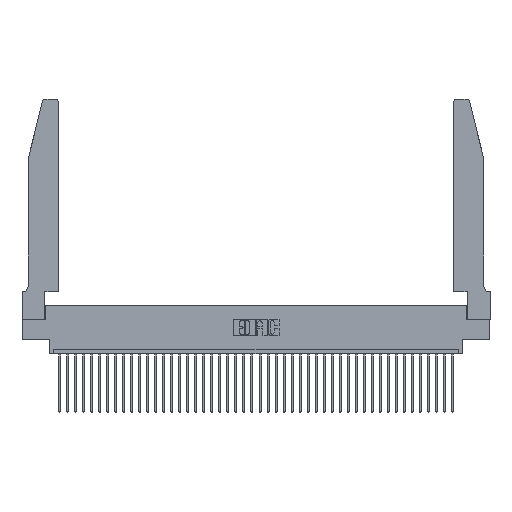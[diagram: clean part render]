
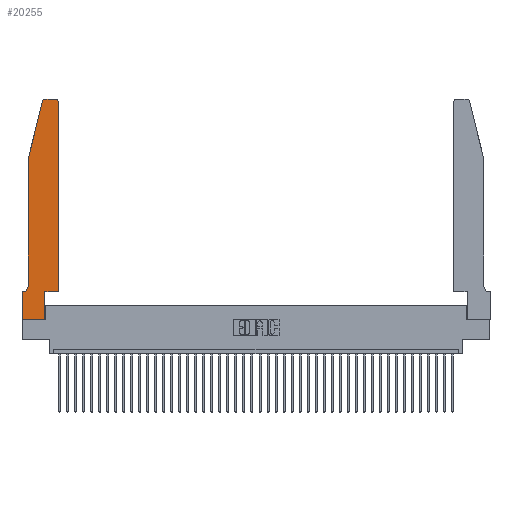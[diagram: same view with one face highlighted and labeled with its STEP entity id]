
A CAD part, top view. The second image highlights one B-rep face of the part: STEP entity #20255.
In plain terms, the highlighted planar face has unit normal (0, 0, 1).
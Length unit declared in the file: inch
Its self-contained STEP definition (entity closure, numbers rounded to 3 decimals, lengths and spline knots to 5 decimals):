
#361 = AXIS2_PLACEMENT_3D ( 'NONE', #29052, #36432, #22772 ) ;
#433 = VERTEX_POINT ( 'NONE', #24882 ) ;
#650 = CARTESIAN_POINT ( 'NONE',  ( 0., 0., 0.37 ) ) ;
#860 = VERTEX_POINT ( 'NONE', #24280 ) ;
#1188 = EDGE_LOOP ( 'NONE', ( #32236, #13599, #22582, #38503, #36615, #6013, #9778, #5898, #1255, #11287, #13285, #3111 ) ) ;
#1255 = ORIENTED_EDGE ( 'NONE', *, *, #14644, .T. ) ;
#1384 = LINE ( 'NONE', #35450, #25936 ) ;
#1767 = CIRCLE ( 'NONE', #16166, 0.03 ) ;
#2039 = DIRECTION ( 'NONE',  ( 0., -1., 0. ) ) ;
#2630 = DIRECTION ( 'NONE',  ( 1., 0., 0. ) ) ;
#2841 = EDGE_CURVE ( 'NONE', #8772, #17290, #10246, .T. ) ;
#2999 = VECTOR ( 'NONE', #38996, 39.37008 ) ;
#3111 = ORIENTED_EDGE ( 'NONE', *, *, #16094, .T. ) ;
#3395 = CARTESIAN_POINT ( 'NONE',  ( 0.0755, 0.35, 0.37 ) ) ;
#5175 = CARTESIAN_POINT ( 'NONE',  ( 0.0055, 0.42, 0.37 ) ) ;
#5898 = ORIENTED_EDGE ( 'NONE', *, *, #39192, .T. ) ;
#6013 = ORIENTED_EDGE ( 'NONE', *, *, #7721, .T. ) ;
#6751 = EDGE_CURVE ( 'NONE', #433, #21356, #38442, .T. ) ;
#6912 = VECTOR ( 'NONE', #20206, 39.37008 ) ;
#7721 = EDGE_CURVE ( 'NONE', #35470, #433, #10824, .T. ) ;
#7952 = DIRECTION ( 'NONE',  ( -1., 0., 0. ) ) ;
#8772 = VERTEX_POINT ( 'NONE', #23723 ) ;
#9778 = ORIENTED_EDGE ( 'NONE', *, *, #6751, .T. ) ;
#10246 = CIRCLE ( 'NONE', #361, 0.03 ) ;
#10336 = CARTESIAN_POINT ( 'NONE',  ( 0.2605, 2.75, 0.37 ) ) ;
#10824 = LINE ( 'NONE', #3395, #36366 ) ;
#11287 = ORIENTED_EDGE ( 'NONE', *, *, #22921, .T. ) ;
#11567 = CARTESIAN_POINT ( 'NONE',  ( 0.2865, 0.35, 0.37 ) ) ;
#13285 = ORIENTED_EDGE ( 'NONE', *, *, #31414, .T. ) ;
#13599 = ORIENTED_EDGE ( 'NONE', *, *, #2841, .T. ) ;
#13841 = CARTESIAN_POINT ( 'NONE',  ( 0.4505, 0.35, 0.37 ) ) ;
#14370 = CARTESIAN_POINT ( 'NONE',  ( 0., 0.35, 0.37 ) ) ;
#14534 = CARTESIAN_POINT ( 'NONE',  ( 0.4505, 2.72, 0.37 ) ) ;
#14644 = EDGE_CURVE ( 'NONE', #15534, #28549, #35383, .T. ) ;
#14831 = CARTESIAN_POINT ( 'NONE',  ( 0.4205, 2.72, 0.37 ) ) ;
#14966 = DIRECTION ( 'NONE',  ( 0., 0., 1. ) ) ;
#15534 = VERTEX_POINT ( 'NONE', #35381 ) ;
#15610 = VERTEX_POINT ( 'NONE', #17526 ) ;
#15853 = DIRECTION ( 'NONE',  ( 0., 1., 0. ) ) ;
#16094 = EDGE_CURVE ( 'NONE', #27114, #39266, #1767, .T. ) ;
#16166 = AXIS2_PLACEMENT_3D ( 'NONE', #14831, #14966, #2630 ) ;
#16291 = DIRECTION ( 'NONE',  ( -1., 0., 0. ) ) ;
#16880 = DIRECTION ( 'NONE',  ( 0., 1., 0. ) ) ;
#17290 = VERTEX_POINT ( 'NONE', #31452 ) ;
#17518 = DIRECTION ( 'NONE',  ( 1., 0., 0. ) ) ;
#17526 = CARTESIAN_POINT ( 'NONE',  ( 0.0755, 0.42, 0.37 ) ) ;
#18293 = VECTOR ( 'NONE', #2039, 39.37008 ) ;
#19770 = VECTOR ( 'NONE', #17518, 39.37008 ) ;
#20206 = DIRECTION ( 'NONE',  ( 0., -1., 0. ) ) ;
#20255 = ADVANCED_FACE ( 'NONE', ( #37193 ), #36751, .T. ) ;
#20356 = CARTESIAN_POINT ( 'NONE',  ( 0., 0., 0.37 ) ) ;
#21356 = VERTEX_POINT ( 'NONE', #32356 ) ;
#21396 = AXIS2_PLACEMENT_3D ( 'NONE', #14370, #40216, #24360 ) ;
#22573 = VERTEX_POINT ( 'NONE', #39783 ) ;
#22582 = ORIENTED_EDGE ( 'NONE', *, *, #34284, .T. ) ;
#22665 = AXIS2_PLACEMENT_3D ( 'NONE', #5175, #40084, #27585 ) ;
#22772 = DIRECTION ( 'NONE',  ( 1., 0., 0. ) ) ;
#22921 = EDGE_CURVE ( 'NONE', #28549, #22573, #40272, .T. ) ;
#23723 = CARTESIAN_POINT ( 'NONE',  ( 0.284, 2.75, 0.37 ) ) ;
#23866 = EDGE_CURVE ( 'NONE', #39266, #8772, #29784, .T. ) ;
#24280 = CARTESIAN_POINT ( 'NONE',  ( 0.0755, 2., 0.37 ) ) ;
#24327 = EDGE_CURVE ( 'NONE', #860, #15610, #38666, .T. ) ;
#24360 = DIRECTION ( 'NONE',  ( 1., 0., 0. ) ) ;
#24882 = CARTESIAN_POINT ( 'NONE',  ( 0., 0.35, 0.37 ) ) ;
#25936 = VECTOR ( 'NONE', #36008, 39.37008 ) ;
#26022 = CARTESIAN_POINT ( 'NONE',  ( 0.2865, 0.35, 0.37 ) ) ;
#26125 = VECTOR ( 'NONE', #16880, 39.37008 ) ;
#26544 = CARTESIAN_POINT ( 'NONE',  ( 0.4505, 0.35, 0.37 ) ) ;
#26920 = CIRCLE ( 'NONE', #22665, 0.07 ) ;
#27114 = VERTEX_POINT ( 'NONE', #14534 ) ;
#27585 = DIRECTION ( 'NONE',  ( -1., 0., 0. ) ) ;
#28549 = VERTEX_POINT ( 'NONE', #26022 ) ;
#29052 = CARTESIAN_POINT ( 'NONE',  ( 0.284, 2.72, 0.37 ) ) ;
#29151 = CARTESIAN_POINT ( 'NONE',  ( 0.4205, 2.75, 0.37 ) ) ;
#29784 = LINE ( 'NONE', #10336, #30294 ) ;
#30294 = VECTOR ( 'NONE', #7952, 39.37008 ) ;
#31414 = EDGE_CURVE ( 'NONE', #22573, #27114, #38588, .T. ) ;
#31452 = CARTESIAN_POINT ( 'NONE',  ( 0.25487, 2.72718, 0.37 ) ) ;
#32236 = ORIENTED_EDGE ( 'NONE', *, *, #23866, .T. ) ;
#32356 = CARTESIAN_POINT ( 'NONE',  ( 0., 0., 0.37 ) ) ;
#32872 = CARTESIAN_POINT ( 'NONE',  ( 0.0055, 0.35, 0.37 ) ) ;
#33437 = VECTOR ( 'NONE', #15853, 39.37008 ) ;
#34066 = LINE ( 'NONE', #650, #2999 ) ;
#34284 = EDGE_CURVE ( 'NONE', #17290, #860, #1384, .T. ) ;
#34468 = EDGE_CURVE ( 'NONE', #15610, #35470, #26920, .T. ) ;
#35381 = CARTESIAN_POINT ( 'NONE',  ( 0.2865, 0., 0.37 ) ) ;
#35383 = LINE ( 'NONE', #11567, #33437 ) ;
#35450 = CARTESIAN_POINT ( 'NONE',  ( 0.0755, 2., 0.37 ) ) ;
#35470 = VERTEX_POINT ( 'NONE', #32872 ) ;
#36008 = DIRECTION ( 'NONE',  ( -0.239, -0.971, 0. ) ) ;
#36366 = VECTOR ( 'NONE', #16291, 39.37008 ) ;
#36432 = DIRECTION ( 'NONE',  ( 0., 0., 1. ) ) ;
#36615 = ORIENTED_EDGE ( 'NONE', *, *, #34468, .T. ) ;
#36751 = PLANE ( 'NONE',  #21396 ) ;
#37172 = CARTESIAN_POINT ( 'NONE',  ( 0.0755, 2., 0.37 ) ) ;
#37193 = FACE_OUTER_BOUND ( 'NONE', #1188, .T. ) ;
#38442 = LINE ( 'NONE', #20356, #6912 ) ;
#38503 = ORIENTED_EDGE ( 'NONE', *, *, #24327, .T. ) ;
#38588 = LINE ( 'NONE', #26544, #26125 ) ;
#38666 = LINE ( 'NONE', #37172, #18293 ) ;
#38996 = DIRECTION ( 'NONE',  ( 1., 0., 0. ) ) ;
#39192 = EDGE_CURVE ( 'NONE', #21356, #15534, #34066, .T. ) ;
#39266 = VERTEX_POINT ( 'NONE', #29151 ) ;
#39783 = CARTESIAN_POINT ( 'NONE',  ( 0.4505, 0.35, 0.37 ) ) ;
#40084 = DIRECTION ( 'NONE',  ( 0., 0., -1. ) ) ;
#40216 = DIRECTION ( 'NONE',  ( 0., 0., 1. ) ) ;
#40272 = LINE ( 'NONE', #13841, #19770 ) ;
